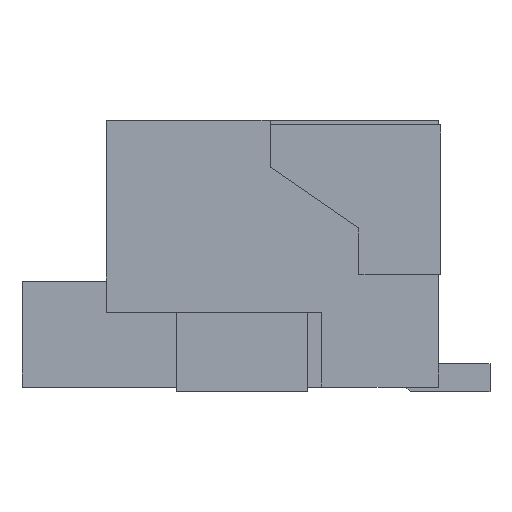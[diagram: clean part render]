
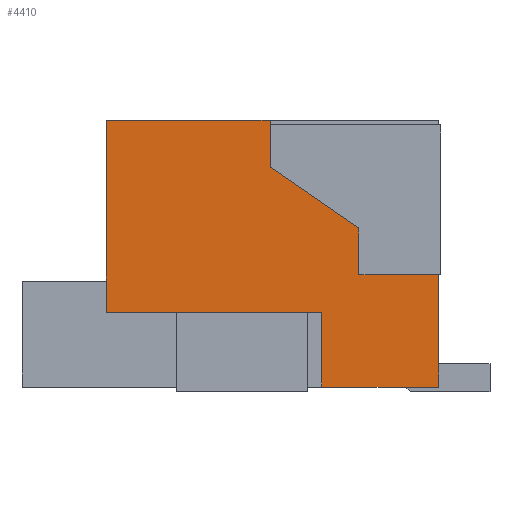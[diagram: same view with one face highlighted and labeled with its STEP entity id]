
A CAD part, left-side view. The second image highlights one B-rep face of the part: STEP entity #4410.
In plain terms, the highlighted planar face has unit normal (-1, 0, 0).
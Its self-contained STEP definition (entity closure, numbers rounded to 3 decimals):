
#3605=CARTESIAN_POINT('',(-8.,-4.45,2.4));
#3606=VERTEX_POINT('',#3605);
#3613=CARTESIAN_POINT('',(-8.,-4.45,0.));
#3614=VERTEX_POINT('',#3613);
#3615=CARTESIAN_POINT('',(-8.,-4.45,0.));
#3616=DIRECTION('',(0.,0.,1.));
#3617=VECTOR('',#3616,2.4);
#3618=LINE('',#3615,#3617);
#3619=EDGE_CURVE('',#3614,#3606,#3618,.T.);
#3638=CARTESIAN_POINT('',(-8.,-2.75,2.4));
#3639=VERTEX_POINT('',#3638);
#3646=CARTESIAN_POINT('',(-8.,-4.45,2.4));
#3647=DIRECTION('',(0.,1.,0.));
#3648=VECTOR('',#3647,1.7);
#3649=LINE('',#3646,#3648);
#3650=EDGE_CURVE('',#3606,#3639,#3649,.T.);
#3663=CARTESIAN_POINT('',(-8.,-2.75,3.4));
#3664=VERTEX_POINT('',#3663);
#3671=CARTESIAN_POINT('',(-8.,-2.75,2.4));
#3672=DIRECTION('',(0.,0.,1.));
#3673=VECTOR('',#3672,1.);
#3674=LINE('',#3671,#3673);
#3675=EDGE_CURVE('',#3639,#3664,#3674,.T.);
#3688=CARTESIAN_POINT('',(-8.,-0.85,4.7));
#3689=VERTEX_POINT('',#3688);
#3696=CARTESIAN_POINT('',(-8.,-2.75,3.4));
#3697=DIRECTION('',(0.,0.825,0.565));
#3698=VECTOR('',#3697,2.302);
#3699=LINE('',#3696,#3698);
#3700=EDGE_CURVE('',#3664,#3689,#3699,.T.);
#3713=CARTESIAN_POINT('',(-8.,-0.85,5.7));
#3714=VERTEX_POINT('',#3713);
#3715=CARTESIAN_POINT('',(-8.,-0.85,4.7));
#3716=DIRECTION('',(0.,0.,1.));
#3717=VECTOR('',#3716,1.);
#3718=LINE('',#3715,#3717);
#3719=EDGE_CURVE('',#3689,#3714,#3718,.T.);
#3741=CARTESIAN_POINT('',(-8.,-1.95,1.6));
#3742=VERTEX_POINT('',#3741);
#3749=CARTESIAN_POINT('',(-8.,2.65,1.6));
#3750=VERTEX_POINT('',#3749);
#3751=CARTESIAN_POINT('',(-8.,2.65,1.6));
#3752=DIRECTION('',(0.,-1.,0.));
#3753=VECTOR('',#3752,4.6);
#3754=LINE('',#3751,#3753);
#3755=EDGE_CURVE('',#3750,#3742,#3754,.T.);
#3782=CARTESIAN_POINT('',(-8.,-1.95,0.));
#3783=VERTEX_POINT('',#3782);
#3784=CARTESIAN_POINT('',(-8.,-1.95,1.6));
#3785=DIRECTION('',(0.,0.,-1.));
#3786=VECTOR('',#3785,1.6);
#3787=LINE('',#3784,#3786);
#3788=EDGE_CURVE('',#3742,#3783,#3787,.T.);
#3811=CARTESIAN_POINT('',(-8.,-1.95,0.));
#3812=DIRECTION('',(0.,-1.,0.));
#3813=VECTOR('',#3812,2.5);
#3814=LINE('',#3811,#3813);
#3815=EDGE_CURVE('',#3783,#3614,#3814,.T.);
#4369=CARTESIAN_POINT('',(-8.,2.65,5.7));
#4370=VERTEX_POINT('',#4369);
#4377=CARTESIAN_POINT('',(-8.,-0.85,5.7));
#4378=DIRECTION('',(0.,1.,0.));
#4379=VECTOR('',#4378,3.5);
#4380=LINE('',#4377,#4379);
#4381=EDGE_CURVE('',#3714,#4370,#4380,.T.);
#4388=CARTESIAN_POINT('',(-8.,-4.45,0.));
#4389=DIRECTION('',(-1.,0.,0.));
#4390=DIRECTION('',(0.,0.,1.));
#4391=AXIS2_PLACEMENT_3D('',#4388,#4389,#4390);
#4392=PLANE('',#4391);
#4393=ORIENTED_EDGE('',*,*,#3788,.T.);
#4394=ORIENTED_EDGE('',*,*,#3815,.T.);
#4395=ORIENTED_EDGE('',*,*,#3619,.T.);
#4396=ORIENTED_EDGE('',*,*,#3650,.T.);
#4397=ORIENTED_EDGE('',*,*,#3675,.T.);
#4398=ORIENTED_EDGE('',*,*,#3700,.T.);
#4399=ORIENTED_EDGE('',*,*,#3719,.T.);
#4400=ORIENTED_EDGE('',*,*,#4381,.T.);
#4401=CARTESIAN_POINT('',(-8.,2.65,5.7));
#4402=DIRECTION('',(0.,0.,-1.));
#4403=VECTOR('',#4402,4.1);
#4404=LINE('',#4401,#4403);
#4405=EDGE_CURVE('',#4370,#3750,#4404,.T.);
#4406=ORIENTED_EDGE('',*,*,#4405,.T.);
#4407=ORIENTED_EDGE('',*,*,#3755,.T.);
#4408=EDGE_LOOP('',(#4393,#4394,#4395,#4396,#4397,#4398,#4399,#4400,#4406,#4407));
#4409=FACE_BOUND('',#4408,.T.);
#4410=ADVANCED_FACE('',(#4409),#4392,.T.);
